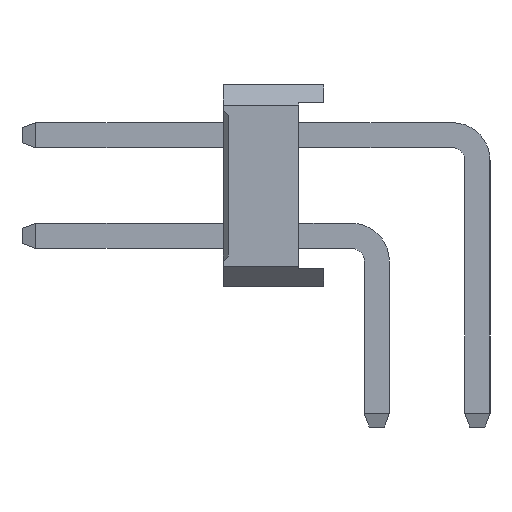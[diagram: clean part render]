
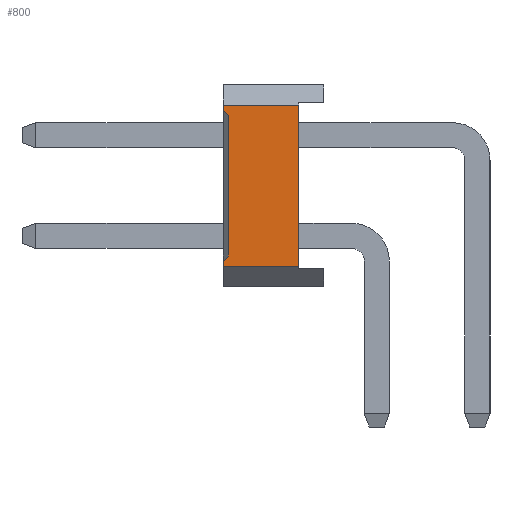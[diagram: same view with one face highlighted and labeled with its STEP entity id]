
A CAD part, left-side view. The second image highlights one B-rep face of the part: STEP entity #800.
In plain terms, the highlighted planar face has unit normal (-1, 0, 0).
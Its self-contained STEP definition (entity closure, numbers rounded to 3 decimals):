
#800=ADVANCED_FACE('',(#14942),#14944,.T.);
#14942=FACE_BOUND('',#14943,.T.);
#14943=EDGE_LOOP('',(#26405,#26406,#26407,#26408,#26409,#26410,#26411,#26412));
#14944=PLANE('',#14945);
#14945=AXIS2_PLACEMENT_3D('',#14946,#14947,#14948);
#14946=CARTESIAN_POINT('',(-1.,1.05,0.4));
#14947=DIRECTION('',(-1.,0.,0.));
#14948=DIRECTION('',(0.,0.,1.));
#26405=ORIENTED_EDGE('',*,*,#33993,.F.);
#26406=ORIENTED_EDGE('',*,*,#33994,.T.);
#26407=ORIENTED_EDGE('',*,*,#33995,.F.);
#26408=ORIENTED_EDGE('',*,*,#33309,.F.);
#26409=ORIENTED_EDGE('',*,*,#33991,.F.);
#26410=ORIENTED_EDGE('',*,*,#33996,.T.);
#26411=ORIENTED_EDGE('',*,*,#33997,.T.);
#26412=ORIENTED_EDGE('',*,*,#33313,.F.);
#33309=EDGE_CURVE('',#37268,#37270,#37271,.T.);
#33313=EDGE_CURVE('',#37276,#37278,#37279,.T.);
#33991=EDGE_CURVE('',#38550,#37268,#38552,.T.);
#33993=EDGE_CURVE('',#38554,#37276,#38555,.F.);
#33994=EDGE_CURVE('',#38554,#38556,#38557,.T.);
#33995=EDGE_CURVE('',#37270,#38556,#38558,.F.);
#33996=EDGE_CURVE('',#38550,#38559,#38560,.T.);
#33997=EDGE_CURVE('',#38559,#37278,#38561,.T.);
#37268=VERTEX_POINT('',#43750);
#37270=VERTEX_POINT('',#43754);
#37271=LINE('',#43755,#43756);
#37276=VERTEX_POINT('',#43766);
#37278=VERTEX_POINT('',#43770);
#37279=LINE('',#43771,#43772);
#38550=VERTEX_POINT('',#46396);
#38552=LINE('',#46400,#46401);
#38554=VERTEX_POINT('',#46406);
#38555=LINE('',#46407,#46408);
#38556=VERTEX_POINT('',#46410);
#38557=LINE('',#46411,#46412);
#38558=LINE('',#46414,#46415);
#38559=VERTEX_POINT('',#46417);
#38560=LINE('',#46418,#46419);
#38561=LINE('',#46421,#46422);
#43750=CARTESIAN_POINT('',(-1.,3.05,0.4));
#43754=CARTESIAN_POINT('',(-1.,3.05,0.5));
#43755=CARTESIAN_POINT('',(-1.,3.05,0.4));
#43756=VECTOR('',#43757,1.);
#43757=DIRECTION('',(0.,0.,1.));
#43766=CARTESIAN_POINT('',(-1.,3.05,3.5));
#43770=CARTESIAN_POINT('',(-1.,3.05,3.6));
#43771=CARTESIAN_POINT('',(-1.,3.05,3.5));
#43772=VECTOR('',#43773,1.);
#43773=DIRECTION('',(0.,0.,1.));
#46396=CARTESIAN_POINT('',(-1.,1.55,0.4));
#46400=CARTESIAN_POINT('',(-1.,1.55,0.4));
#46401=VECTOR('',#46402,1.);
#46402=DIRECTION('',(0.,1.,0.));
#46406=CARTESIAN_POINT('',(-1.,2.95,3.4));
#46407=CARTESIAN_POINT('',(-1.,3.05,3.5));
#46408=VECTOR('',#46409,1.);
#46409=DIRECTION('',(0.,-0.707,-0.707));
#46410=CARTESIAN_POINT('',(-1.,2.95,0.6));
#46411=CARTESIAN_POINT('',(-1.,2.95,3.4));
#46412=VECTOR('',#46413,1.);
#46413=DIRECTION('',(0.,0.,-1.));
#46414=CARTESIAN_POINT('',(-1.,2.95,0.6));
#46415=VECTOR('',#46416,1.);
#46416=DIRECTION('',(0.,0.707,-0.707));
#46417=CARTESIAN_POINT('',(-1.,1.55,3.6));
#46418=CARTESIAN_POINT('',(-1.,1.55,0.4));
#46419=VECTOR('',#46420,1.);
#46420=DIRECTION('',(0.,0.,1.));
#46421=CARTESIAN_POINT('',(-1.,1.55,3.6));
#46422=VECTOR('',#46423,1.);
#46423=DIRECTION('',(0.,1.,0.));
